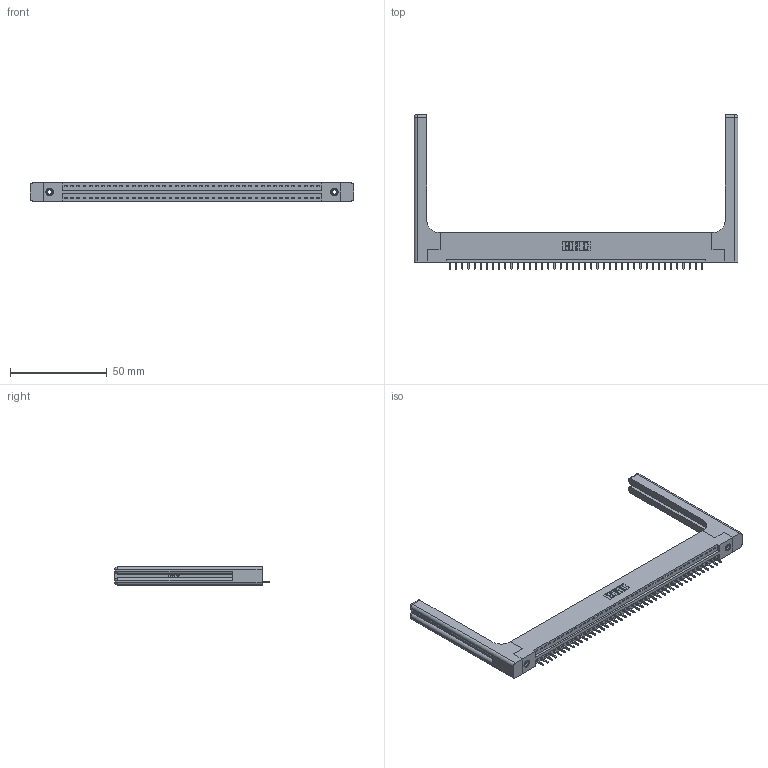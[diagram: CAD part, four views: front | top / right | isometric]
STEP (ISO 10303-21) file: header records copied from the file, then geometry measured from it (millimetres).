
FILE_DESCRIPTION (( 'STEP AP203' ), '1' );
FILE_NAME ('396-042-521-158.STEP', '2019-10-27T21:33:42', ( '' ), ( '' ), 'SwSTEP 2.0', 'SolidWorks 2016', '' );
FILE_SCHEMA (( 'CONFIG_CONTROL_DESIGN' ));
Length unit declared in the file: inch
Products named in the file (5): 345-250-001_345-250-001-102; 346 Part_Flush Mounting Lugs - 0.156 Dia-TH; 396-042-521-158; 345-292-001_345-293-121; 346-220-058_345-220-058
Assembly tree (47 placements, depth 2):
  396-042-521-158
    346 Part_Flush Mounting Lugs - 0.156 Dia-TH
    345-292-001_345-293-121  x42
    345-250-001_345-250-001-102  x2
    346-220-058_345-220-058  x2
Bounding box: 167.41 x 80.01 x 9.4 mm (x, y, z)
Volume: 23423.9 mm3; surface area: 24574 mm2
Topology: 47 solids, 47 shells, 2814 faces, 8387 edges, 5514 vertices
Faces by surface type: plane 1904, cylinder 850, bspline 36, cone 12, sphere 8, torus 4
Entity records: 31266 total; most frequent: CARTESIAN_POINT 6339, ORIENTED_EDGE 5112, DIRECTION 4524, EDGE_CURVE 2556, LINE 2164, VECTOR 2164, VERTEX_POINT 1694, AXIS2_PLACEMENT_3D 1180
